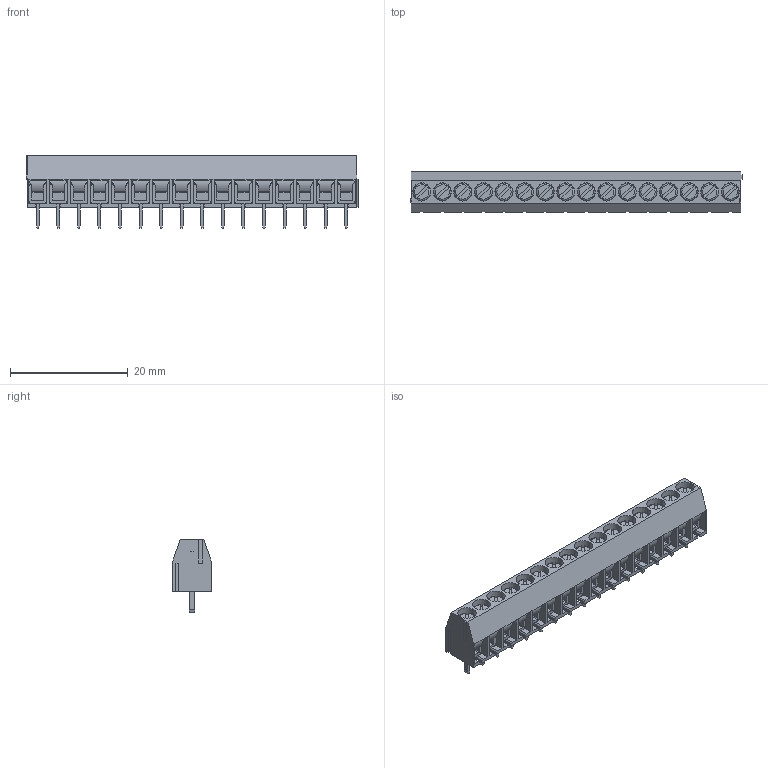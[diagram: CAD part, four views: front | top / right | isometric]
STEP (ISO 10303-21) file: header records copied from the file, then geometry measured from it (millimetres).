
FILE_DESCRIPTION(('FreeCAD Model'),'2;1');
FILE_NAME('Open CASCADE Shape Model','2023-02-18T22:13:29',( 'kicad StepUp'),('ksu MCAD'),'Open CASCADE STEP processor 7.6', 'FreeCAD','Unknown');
FILE_SCHEMA(('AUTOMOTIVE_DESIGN { 1 0 10303 214 1 1 1 1 }'));
Length unit declared in the file: millimetre
Products named in the file (53): PCB_Terminal_Block_16-P3.5; Body403; Body404; Body405; M1.6x4-Screw015; Body406; Body407; Body408; Body409; Body410; Body411; Body412; Body413; Body414; Body415; Body416; Body417; Body418; Body419; Body420; Body421; Body422; Body423; Body424; Body425; Body426; Body427; Body428; Body429; Body430; Body431; Body432; Body433; Body434; Body435; Body436; Body437; Body438; Body439; Body440 ...
Assembly tree (52 placements, depth 2):
  PCB_Terminal_Block_16-P3.5
    Body403
    Body404
    Body405
    M1.6x4-Screw015
    Body406
    Body407
    Body408
    Body409
    Body410
    Body411
    Body412
    Body413
    Body414
    Body415
    Body416
    Body417
    Body418
    Body419
    Body420
    Body421
    Body422
    Body423
    Body424
    Body425
    Body426
    Body427
    Body428
    Body429
    Body430
    Body431
    Body432
    Body433
    Body434
    Body435
    Body436
    Body437
    Body438
    Body439
    Body440
    Body441
    Body442
    Body443
    Body444
    Body445
    Body446
    Body447
    Body450
    Body449
    Body448
    Body451
    Body452
    Body453
Bounding box: 56.5 x 6.8 x 12.4 mm (x, y, z)
Volume: 2344.3 mm3; surface area: 7319.5 mm2
Topology: 52 solids, 52 shells, 1576 faces, 4265 edges, 2791 vertices
Faces by surface type: plane 1034, cylinder 474, revolution 51, cone 17
Full cylindrical faces by diameter (mm): 1.25 x34, 1.6 x17, 1.8 x17, 2.1 x16, 3.1 x16
Entity records: 53390 total; most frequent: CARTESIAN_POINT 11422, ORIENTED_EDGE 8532, DIRECTION 8386, EDGE_CURVE 4265, LINE 2909, VECTOR 2909, VERTEX_POINT 2791, AXIS2_PLACEMENT_3D 2713
